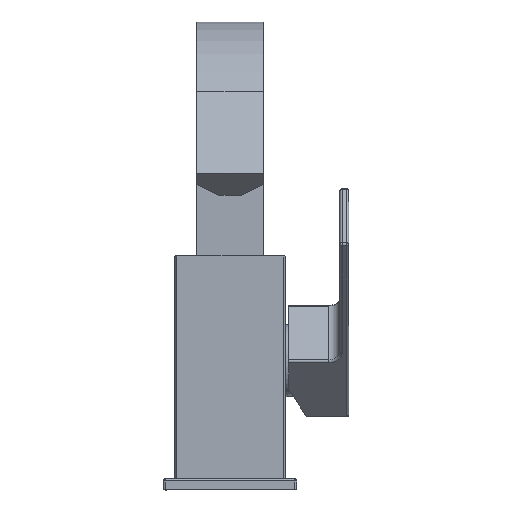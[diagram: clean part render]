
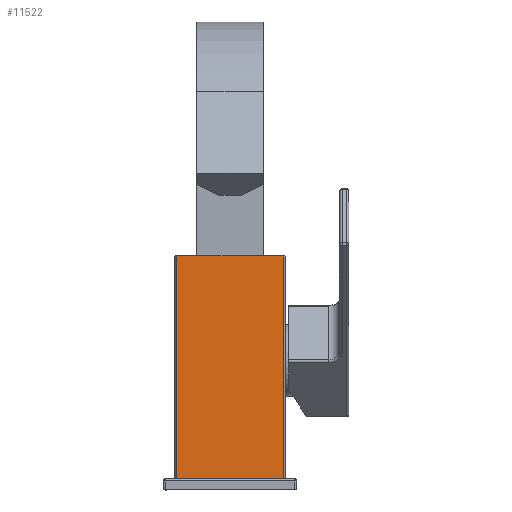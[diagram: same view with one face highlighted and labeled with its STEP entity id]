
A CAD part, top view. The second image highlights one B-rep face of the part: STEP entity #11522.
In plain terms, the highlighted planar face has unit normal (0, 0, 1).
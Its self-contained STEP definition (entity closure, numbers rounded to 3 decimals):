
#55=DIRECTION('',(1.,0.,0.));
#56=VECTOR('',#55,48.);
#57=CARTESIAN_POINT('',(-24.,100.,18.));
#58=LINE('',#57,#56);
#3382=DIRECTION('',(1.,0.,0.));
#3383=VECTOR('',#3382,48.);
#3384=CARTESIAN_POINT('',(-24.,0.,18.));
#3385=LINE('',#3384,#3383);
#3386=DIRECTION('',(0.,1.,0.));
#3387=VECTOR('',#3386,100.);
#3388=CARTESIAN_POINT('',(-24.,0.,18.));
#3389=LINE('',#3388,#3387);
#3390=DIRECTION('',(0.,1.,0.));
#3391=VECTOR('',#3390,100.);
#3392=CARTESIAN_POINT('',(24.,0.,18.));
#3393=LINE('',#3392,#3391);
#5371=CARTESIAN_POINT('',(-24.,100.,18.));
#5373=VERTEX_POINT('',#5371);
#5374=CARTESIAN_POINT('',(24.,100.,18.));
#5376=VERTEX_POINT('',#5374);
#6141=CARTESIAN_POINT('',(-24.,0.,18.));
#6142=CARTESIAN_POINT('',(24.,0.,18.));
#6143=VERTEX_POINT('',#6141);
#6144=VERTEX_POINT('',#6142);
#11511=CARTESIAN_POINT('',(-25.,0.,18.));
#11512=DIRECTION('',(0.,0.,1.));
#11513=DIRECTION('',(1.,0.,0.));
#11514=AXIS2_PLACEMENT_3D('',#11511,#11512,#11513);
#11515=PLANE('',#11514);
#11516=ORIENTED_EDGE('',*,*,#6506,.F.);
#11517=ORIENTED_EDGE('',*,*,#6476,.T.);
#11518=ORIENTED_EDGE('',*,*,#6444,.T.);
#11519=ORIENTED_EDGE('',*,*,#11497,.F.);
#11520=EDGE_LOOP('',(#11516,#11517,#11518,#11519));
#11521=FACE_OUTER_BOUND('',#11520,.F.);
#11522=ADVANCED_FACE('',(#11521),#11515,.T.);
#6444=EDGE_CURVE('',#5373,#5376,#58,.T.);
#6476=EDGE_CURVE('',#6143,#5373,#3389,.T.);
#6506=EDGE_CURVE('',#6143,#6144,#3385,.T.);
#11497=EDGE_CURVE('',#6144,#5376,#3393,.T.);
